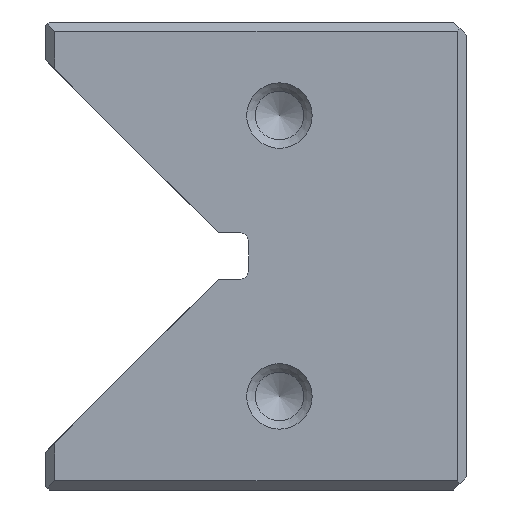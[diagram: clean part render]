
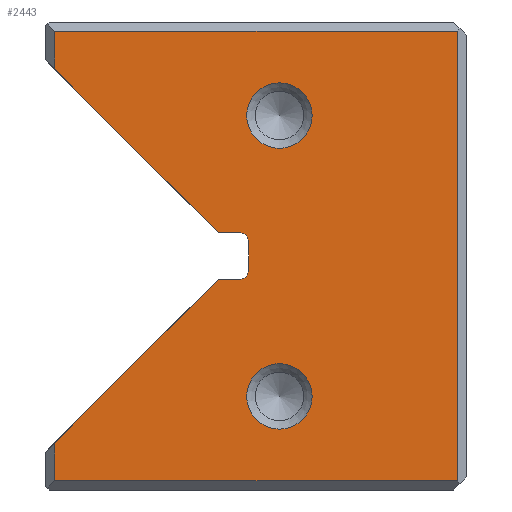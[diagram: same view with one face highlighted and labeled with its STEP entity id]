
A CAD part, left-side view. The second image highlights one B-rep face of the part: STEP entity #2443.
In plain terms, the highlighted planar face has unit normal (-1, 0, 0).
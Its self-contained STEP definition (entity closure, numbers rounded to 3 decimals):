
#2443=ADVANCED_FACE('',(#3269,#3270,#3271),#2792,.T.);
#2792=PLANE('',#8366);
#3022=CIRCLE('',#8362,3.5);
#3023=CIRCLE('',#8363,3.5);
#3024=CIRCLE('',#8364,1.);
#3025=CIRCLE('',#8365,1.);
#3269=FACE_BOUND('',#3391,.T.);
#3270=FACE_BOUND('',#3392,.T.);
#3271=FACE_BOUND('',#3393,.T.);
#3391=EDGE_LOOP('',(#4023));
#3392=EDGE_LOOP('',(#4024));
#3393=EDGE_LOOP('',(#4025,#4026,#4027,#4028,#4029,#4030,#4031,#4032,#4033,
#4034,#4035,#4036));
#4023=ORIENTED_EDGE('',*,*,#6391,.F.);
#4024=ORIENTED_EDGE('',*,*,#6392,.T.);
#4025=ORIENTED_EDGE('',*,*,#6393,.T.);
#4026=ORIENTED_EDGE('',*,*,#6394,.T.);
#4027=ORIENTED_EDGE('',*,*,#6395,.T.);
#4028=ORIENTED_EDGE('',*,*,#6396,.T.);
#4029=ORIENTED_EDGE('',*,*,#6397,.T.);
#4030=ORIENTED_EDGE('',*,*,#6398,.T.);
#4031=ORIENTED_EDGE('',*,*,#6399,.T.);
#4032=ORIENTED_EDGE('',*,*,#6400,.T.);
#4033=ORIENTED_EDGE('',*,*,#6401,.T.);
#4034=ORIENTED_EDGE('',*,*,#6402,.T.);
#4035=ORIENTED_EDGE('',*,*,#6403,.F.);
#4036=ORIENTED_EDGE('',*,*,#6404,.F.);
#5787=VERTEX_POINT('',#10643);
#5788=VERTEX_POINT('',#10645);
#5789=VERTEX_POINT('',#10647);
#5790=VERTEX_POINT('',#10648);
#5791=VERTEX_POINT('',#10650);
#5792=VERTEX_POINT('',#10652);
#5793=VERTEX_POINT('',#10654);
#5794=VERTEX_POINT('',#10656);
#5795=VERTEX_POINT('',#10658);
#5796=VERTEX_POINT('',#10660);
#5797=VERTEX_POINT('',#10662);
#5798=VERTEX_POINT('',#10664);
#5799=VERTEX_POINT('',#10666);
#5800=VERTEX_POINT('',#10668);
#6391=EDGE_CURVE('',#5787,#5787,#3022,.T.);
#6392=EDGE_CURVE('',#5788,#5788,#3023,.T.);
#6393=EDGE_CURVE('',#5789,#5790,#7193,.T.);
#6394=EDGE_CURVE('',#5790,#5791,#7194,.T.);
#6395=EDGE_CURVE('',#5791,#5792,#7195,.T.);
#6396=EDGE_CURVE('',#5792,#5793,#7196,.T.);
#6397=EDGE_CURVE('',#5793,#5794,#7197,.T.);
#6398=EDGE_CURVE('',#5794,#5795,#7198,.T.);
#6399=EDGE_CURVE('',#5795,#5796,#7199,.T.);
#6400=EDGE_CURVE('',#5796,#5797,#3024,.T.);
#6401=EDGE_CURVE('',#5797,#5798,#7200,.T.);
#6402=EDGE_CURVE('',#5798,#5799,#3025,.T.);
#6403=EDGE_CURVE('',#5800,#5799,#7201,.T.);
#6404=EDGE_CURVE('',#5789,#5800,#7202,.T.);
#7193=LINE('',#10646,#7855);
#7194=LINE('',#10649,#7856);
#7195=LINE('',#10651,#7857);
#7196=LINE('',#10653,#7858);
#7197=LINE('',#10655,#7859);
#7198=LINE('',#10657,#7860);
#7199=LINE('',#10659,#7861);
#7200=LINE('',#10663,#7862);
#7201=LINE('',#10667,#7863);
#7202=LINE('',#10669,#7864);
#7855=VECTOR('',#8837,1.);
#7856=VECTOR('',#8838,1.);
#7857=VECTOR('',#8839,1.);
#7858=VECTOR('',#8840,1.);
#7859=VECTOR('',#8841,1.);
#7860=VECTOR('',#8842,1.);
#7861=VECTOR('',#8843,1.);
#7862=VECTOR('',#8846,1.);
#7863=VECTOR('',#8849,1.);
#7864=VECTOR('',#8850,1.);
#8362=AXIS2_PLACEMENT_3D('',#10642,#8833,#8834);
#8363=AXIS2_PLACEMENT_3D('',#10644,#8835,#8836);
#8364=AXIS2_PLACEMENT_3D('',#10661,#8844,#8845);
#8365=AXIS2_PLACEMENT_3D('',#10665,#8847,#8848);
#8366=AXIS2_PLACEMENT_3D('',#10670,#8851,#8852);
#8833=DIRECTION('',(-1.,0.,0.));
#8834=DIRECTION('',(0.,0.,1.));
#8835=DIRECTION('',(1.,0.,0.));
#8836=DIRECTION('',(0.,0.,-1.));
#8837=DIRECTION('',(0.,0.,-1.));
#8838=DIRECTION('',(0.,-1.,0.));
#8839=DIRECTION('',(0.,0.,1.));
#8840=DIRECTION('',(0.,1.,0.));
#8841=DIRECTION('',(0.,0.,-1.));
#8842=DIRECTION('',(0.,-0.707,-0.707));
#8843=DIRECTION('',(0.,-1.,0.));
#8844=DIRECTION('',(1.,0.,0.));
#8845=DIRECTION('',(0.,0.,1.));
#8846=DIRECTION('',(0.,0.,-1.));
#8847=DIRECTION('',(1.,0.,0.));
#8848=DIRECTION('',(0.,0.,1.));
#8849=DIRECTION('',(0.,-1.,0.));
#8850=DIRECTION('',(0.,-0.707,0.707));
#8851=DIRECTION('',(-1.,0.,0.));
#8852=DIRECTION('',(0.,0.,-1.));
#10642=CARTESIAN_POINT('',(0.,20.,40.));
#10643=CARTESIAN_POINT('',(0.,20.,43.5));
#10644=CARTESIAN_POINT('',(0.,20.,10.));
#10645=CARTESIAN_POINT('',(0.,20.,6.5));
#10646=CARTESIAN_POINT('',(0.,44.,0.));
#10647=CARTESIAN_POINT('',(0.,44.,5.048));
#10648=CARTESIAN_POINT('',(0.,44.,1.));
#10649=CARTESIAN_POINT('',(0.,22.5,1.));
#10650=CARTESIAN_POINT('',(0.,1.,1.));
#10651=CARTESIAN_POINT('',(0.,1.,0.));
#10652=CARTESIAN_POINT('',(0.,1.,49.));
#10653=CARTESIAN_POINT('',(0.,22.5,49.));
#10654=CARTESIAN_POINT('',(0.,44.,49.));
#10655=CARTESIAN_POINT('',(0.,44.,0.));
#10656=CARTESIAN_POINT('',(0.,44.,44.952));
#10657=CARTESIAN_POINT('',(0.,45.,45.952));
#10658=CARTESIAN_POINT('',(0.,26.548,27.5));
#10659=CARTESIAN_POINT('',(0.,23.3,27.5));
#10660=CARTESIAN_POINT('',(0.,24.3,27.5));
#10661=CARTESIAN_POINT('',(0.,24.3,26.5));
#10662=CARTESIAN_POINT('',(0.,23.3,26.5));
#10663=CARTESIAN_POINT('',(0.,23.3,27.5));
#10664=CARTESIAN_POINT('',(0.,23.3,23.5));
#10665=CARTESIAN_POINT('',(0.,24.3,23.5));
#10666=CARTESIAN_POINT('',(0.,24.3,22.5));
#10667=CARTESIAN_POINT('',(0.,23.3,22.5));
#10668=CARTESIAN_POINT('',(0.,26.548,22.5));
#10669=CARTESIAN_POINT('',(0.,45.,4.048));
#10670=CARTESIAN_POINT('',(0.,22.5,0.));
